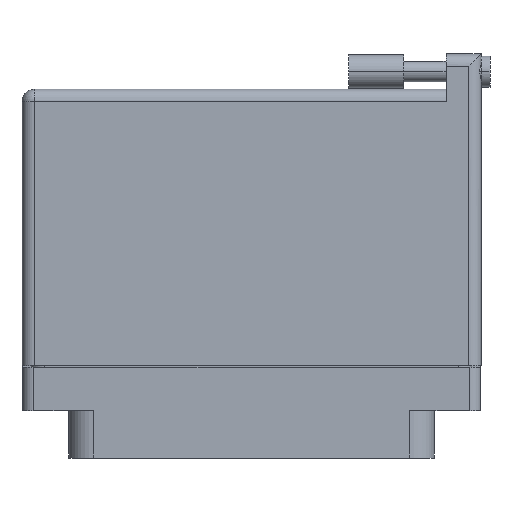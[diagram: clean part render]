
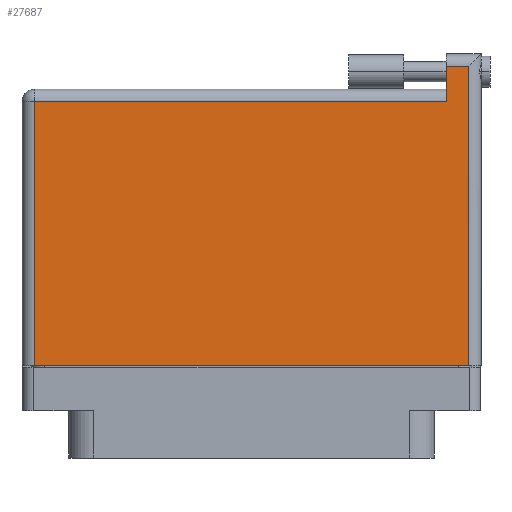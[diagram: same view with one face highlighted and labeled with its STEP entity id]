
A CAD part, front view. The second image highlights one B-rep face of the part: STEP entity #27687.
In plain terms, the highlighted face is planar.
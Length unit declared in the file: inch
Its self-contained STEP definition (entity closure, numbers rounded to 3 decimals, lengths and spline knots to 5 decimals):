
#335 = CARTESIAN_POINT ( 'NONE',  ( 1.103, 1.666, 0.4495 ) ) ;
#935 = DIRECTION ( 'NONE',  ( 1., 0., 0. ) ) ;
#1111 = DIRECTION ( 'NONE',  ( 0., -1., 0. ) ) ;
#1650 = VECTOR ( 'NONE', #28381, 39.37008 ) ;
#1875 = VERTEX_POINT ( 'NONE', #10870 ) ;
#3007 = VECTOR ( 'NONE', #34158, 39.37008 ) ;
#3667 = CARTESIAN_POINT ( 'NONE',  ( -1.23, -0.1, 0.4495 ) ) ;
#4566 = CARTESIAN_POINT ( 'NONE',  ( -1.23, 1.396, 0.4495 ) ) ;
#4707 = VECTOR ( 'NONE', #1111, 39.37008 ) ;
#7565 = DIRECTION ( 'NONE',  ( -1., 0., 0. ) ) ;
#10870 = CARTESIAN_POINT ( 'NONE',  ( 1.103, 1.396, 0.4495 ) ) ;
#12576 = AXIS2_PLACEMENT_3D ( 'NONE', #30103, #42137, #49644 ) ;
#13673 = LINE ( 'NONE', #46185, #3007 ) ;
#14507 = EDGE_CURVE ( 'NONE', #1875, #39827, #22057, .T. ) ;
#15093 = CARTESIAN_POINT ( 'NONE',  ( 1.23, 1.596, 0.4495 ) ) ;
#16257 = LINE ( 'NONE', #40484, #26785 ) ;
#16882 = CARTESIAN_POINT ( 'NONE',  ( 1.103, 1.596, 0.4495 ) ) ;
#17661 = ORIENTED_EDGE ( 'NONE', *, *, #37559, .T. ) ;
#17786 = ORIENTED_EDGE ( 'NONE', *, *, #39592, .T. ) ;
#20983 = EDGE_CURVE ( 'NONE', #44663, #27771, #13673, .T. ) ;
#21515 = EDGE_LOOP ( 'NONE', ( #50748, #31328, #17661, #36461, #40761, #17786 ) ) ;
#22057 = LINE ( 'NONE', #38975, #29571 ) ;
#22538 = VECTOR ( 'NONE', #24543, 39.37008 ) ;
#24543 = DIRECTION ( 'NONE',  ( -1., 0., 0. ) ) ;
#26785 = VECTOR ( 'NONE', #935, 39.37008 ) ;
#27687 = ADVANCED_FACE ( 'NONE', ( #43184 ), #41635, .F. ) ;
#27771 = VERTEX_POINT ( 'NONE', #15093 ) ;
#28149 = LINE ( 'NONE', #36079, #22538 ) ;
#28381 = DIRECTION ( 'NONE',  ( 0., -1., 0. ) ) ;
#29571 = VECTOR ( 'NONE', #7565, 39.37008 ) ;
#30103 = CARTESIAN_POINT ( 'NONE',  ( -1.3, 1.466, 0.4495 ) ) ;
#30145 = EDGE_CURVE ( 'NONE', #39831, #44663, #16257, .T. ) ;
#31328 = ORIENTED_EDGE ( 'NONE', *, *, #20983, .T. ) ;
#31505 = LINE ( 'NONE', #3667, #4707 ) ;
#32122 = CARTESIAN_POINT ( 'NONE',  ( -1.23, -0.1, 0.4495 ) ) ;
#34158 = DIRECTION ( 'NONE',  ( 0., 1., 0. ) ) ;
#36079 = CARTESIAN_POINT ( 'NONE',  ( -1.3, 1.596, 0.4495 ) ) ;
#36461 = ORIENTED_EDGE ( 'NONE', *, *, #47586, .T. ) ;
#37559 = EDGE_CURVE ( 'NONE', #27771, #51432, #28149, .T. ) ;
#38459 = LINE ( 'NONE', #335, #1650 ) ;
#38975 = CARTESIAN_POINT ( 'NONE',  ( -1.3, 1.396, 0.4495 ) ) ;
#39592 = EDGE_CURVE ( 'NONE', #39827, #39831, #31505, .T. ) ;
#39827 = VERTEX_POINT ( 'NONE', #4566 ) ;
#39831 = VERTEX_POINT ( 'NONE', #32122 ) ;
#40484 = CARTESIAN_POINT ( 'NONE',  ( -1.3, -0.1, 0.4495 ) ) ;
#40761 = ORIENTED_EDGE ( 'NONE', *, *, #14507, .T. ) ;
#41635 = PLANE ( 'NONE',  #12576 ) ;
#42137 = DIRECTION ( 'NONE',  ( 0., 0., -1. ) ) ;
#43184 = FACE_OUTER_BOUND ( 'NONE', #21515, .T. ) ;
#44663 = VERTEX_POINT ( 'NONE', #51467 ) ;
#46185 = CARTESIAN_POINT ( 'NONE',  ( 1.23, 1.666, 0.4495 ) ) ;
#47586 = EDGE_CURVE ( 'NONE', #51432, #1875, #38459, .T. ) ;
#49644 = DIRECTION ( 'NONE',  ( -1., 0., 0. ) ) ;
#50748 = ORIENTED_EDGE ( 'NONE', *, *, #30145, .T. ) ;
#51432 = VERTEX_POINT ( 'NONE', #16882 ) ;
#51467 = CARTESIAN_POINT ( 'NONE',  ( 1.23, -0.1, 0.4495 ) ) ;
